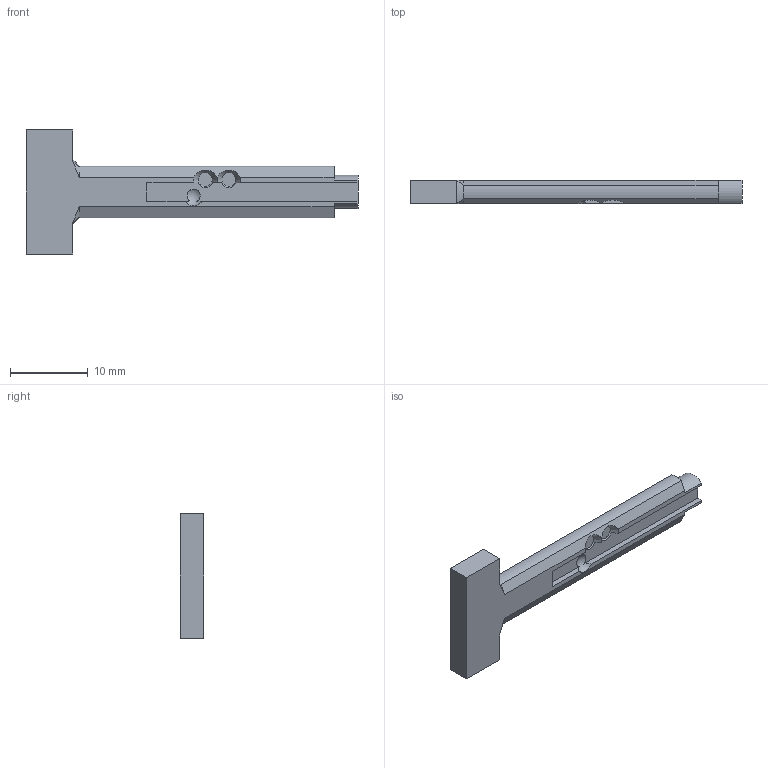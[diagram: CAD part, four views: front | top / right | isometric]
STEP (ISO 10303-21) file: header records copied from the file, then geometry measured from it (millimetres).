
FILE_DESCRIPTION(/* description */ (''),/* implementation_level */ '2;1');
FILE_NAME(/* name */ 'Protec blank (cam compatible).step',/* time_stamp */ '2026-01-20T09:19:30+01:00',/* author */ (''),/* organization */ (''),/* preprocessor_version */ 'ST-DEVELOPER v20.1',/* originating_system */ 'Autodesk Translation Framework v14.21.0.0',/* authorisation */ '');
FILE_SCHEMA (('AUTOMOTIVE_DESIGN { 1 0 10303 214 3 1 1 }'));
Length unit declared in the file: millimetre
Products named in the file (1): Protec final v2
Bounding box: 42.57 x 2.95 x 15.9 mm (x, y, z)
Volume: 797.6 mm3; surface area: 996.1 mm2
Topology: 1 solids, 1 shells, 56 faces, 158 edges, 104 vertices
Faces by surface type: plane 44, cone 6, cylinder 4, sphere 2
Entity records: 1843 total; most frequent: CARTESIAN_POINT 359, ORIENTED_EDGE 316, DIRECTION 296, EDGE_CURVE 158, VERTEX_POINT 104, LINE 102, VECTOR 102, AXIS2_PLACEMENT_3D 97
